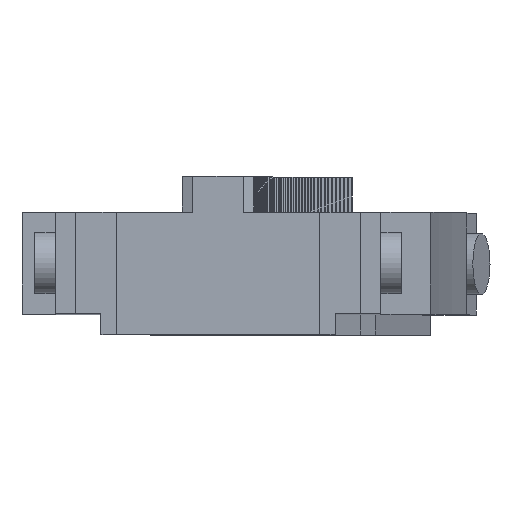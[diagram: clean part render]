
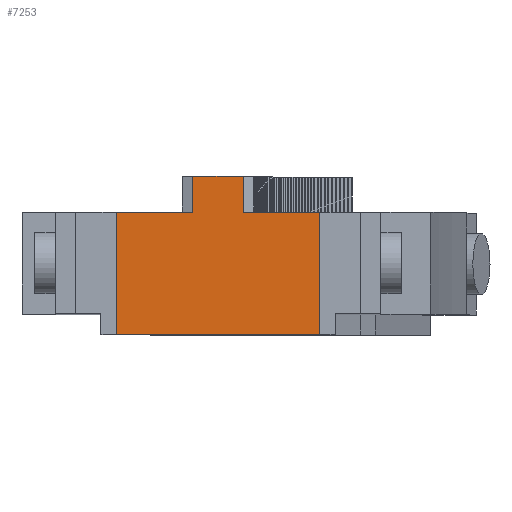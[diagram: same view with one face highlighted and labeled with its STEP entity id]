
A CAD part, top view. The second image highlights one B-rep face of the part: STEP entity #7253.
In plain terms, the highlighted planar face has unit normal (0, 0, 1).
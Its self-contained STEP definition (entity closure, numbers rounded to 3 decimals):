
#32 = PLANE('',#33);
#33 = AXIS2_PLACEMENT_3D('',#34,#35,#36);
#34 = CARTESIAN_POINT('',(-7.273,3.4,-29.992));
#35 = DIRECTION('',(0.,1.,0.));
#36 = DIRECTION('',(-0.28,0.,0.96));
#5696 = VERTEX_POINT('',#5697);
#5697 = CARTESIAN_POINT('',(-0.985,3.4,29.592));
#5716 = CYLINDRICAL_SURFACE('',#5717,198.);
#5717 = AXIS2_PLACEMENT_3D('',#5718,#5719,#5720);
#5718 = CARTESIAN_POINT('',(197.015,6.2,29.592));
#5719 = DIRECTION('',(0.,-1.,0.));
#5720 = DIRECTION('',(-1.,0.,0.));
#5728 = EDGE_CURVE('',#5729,#5696,#5731,.T.);
#5729 = VERTEX_POINT('',#5730);
#5730 = CARTESIAN_POINT('',(5.015,3.4,29.592));
#5731 = SURFACE_CURVE('',#5732,(#5736,#5743),.PCURVE_S1.);
#5732 = LINE('',#5733,#5734);
#5733 = CARTESIAN_POINT('',(9.815,3.4,29.592));
#5734 = VECTOR('',#5735,1.);
#5735 = DIRECTION('',(-1.,0.,0.));
#5736 = PCURVE('',#32,#5737);
#5737 = DEFINITIONAL_REPRESENTATION('',(#5738),#5742);
#5738 = LINE('',#5739,#5740);
#5739 = CARTESIAN_POINT('',(52.416,33.088));
#5740 = VECTOR('',#5741,1.);
#5741 = DIRECTION('',(0.28,-0.96));
#5742 = ( GEOMETRIC_REPRESENTATION_CONTEXT(2) 
PARAMETRIC_REPRESENTATION_CONTEXT() REPRESENTATION_CONTEXT('2D SPACE',''
  ) );
#5743 = PCURVE('',#5744,#5749);
#5744 = PLANE('',#5745);
#5745 = AXIS2_PLACEMENT_3D('',#5746,#5747,#5748);
#5746 = CARTESIAN_POINT('',(9.815,-4.6,29.592));
#5747 = DIRECTION('',(0.,0.,-1.));
#5748 = DIRECTION('',(0.,1.,0.));
#5749 = DEFINITIONAL_REPRESENTATION('',(#5750),#5754);
#5750 = LINE('',#5751,#5752);
#5751 = CARTESIAN_POINT('',(8.,0.));
#5752 = VECTOR('',#5753,1.);
#5753 = DIRECTION('',(0.,-1.));
#5754 = ( GEOMETRIC_REPRESENTATION_CONTEXT(2) 
PARAMETRIC_REPRESENTATION_CONTEXT() REPRESENTATION_CONTEXT('2D SPACE',''
  ) );
#5772 = PLANE('',#5773);
#5773 = AXIS2_PLACEMENT_3D('',#5774,#5775,#5776);
#5774 = CARTESIAN_POINT('',(5.015,3.4,29.192));
#5775 = DIRECTION('',(-1.,0.,0.));
#5776 = DIRECTION('',(0.,0.,1.));
#7144 = PLANE('',#7145);
#7145 = AXIS2_PLACEMENT_3D('',#7146,#7147,#7148);
#7146 = CARTESIAN_POINT('',(-2.985,-6.2,21.592));
#7147 = DIRECTION('',(0.,1.,0.));
#7148 = DIRECTION('',(1.,0.,0.));
#7209 = EDGE_CURVE('',#7210,#5729,#7212,.T.);
#7210 = VERTEX_POINT('',#7211);
#7211 = CARTESIAN_POINT('',(5.015,-6.2,29.592));
#7212 = SURFACE_CURVE('',#7213,(#7217,#7224),.PCURVE_S1.);
#7213 = LINE('',#7214,#7215);
#7214 = CARTESIAN_POINT('',(5.015,-0.6,29.592));
#7215 = VECTOR('',#7216,1.);
#7216 = DIRECTION('',(0.,1.,0.));
#7217 = PCURVE('',#5772,#7218);
#7218 = DEFINITIONAL_REPRESENTATION('',(#7219),#7223);
#7219 = LINE('',#7220,#7221);
#7220 = CARTESIAN_POINT('',(0.4,-4.));
#7221 = VECTOR('',#7222,1.);
#7222 = DIRECTION('',(0.,1.));
#7223 = ( GEOMETRIC_REPRESENTATION_CONTEXT(2) 
PARAMETRIC_REPRESENTATION_CONTEXT() REPRESENTATION_CONTEXT('2D SPACE',''
  ) );
#7224 = PCURVE('',#5744,#7225);
#7225 = DEFINITIONAL_REPRESENTATION('',(#7226),#7230);
#7226 = LINE('',#7227,#7228);
#7227 = CARTESIAN_POINT('',(4.,-4.8));
#7228 = VECTOR('',#7229,1.);
#7229 = DIRECTION('',(1.,0.));
#7230 = ( GEOMETRIC_REPRESENTATION_CONTEXT(2) 
PARAMETRIC_REPRESENTATION_CONTEXT() REPRESENTATION_CONTEXT('2D SPACE',''
  ) );
#7253 = ADVANCED_FACE('',(#7254),#5744,.F.);
#7254 = FACE_BOUND('',#7255,.F.);
#7255 = EDGE_LOOP('',(#7256,#7257,#7280,#7308,#7336,#7364,#7392,#7413));
#7256 = ORIENTED_EDGE('',*,*,#7209,.F.);
#7257 = ORIENTED_EDGE('',*,*,#7258,.F.);
#7258 = EDGE_CURVE('',#7259,#7210,#7261,.T.);
#7259 = VERTEX_POINT('',#7260);
#7260 = CARTESIAN_POINT('',(-10.985,-6.2,29.592));
#7261 = SURFACE_CURVE('',#7262,(#7266,#7273),.PCURVE_S1.);
#7262 = LINE('',#7263,#7264);
#7263 = CARTESIAN_POINT('',(-15.785,-6.2,29.592));
#7264 = VECTOR('',#7265,1.);
#7265 = DIRECTION('',(1.,0.,0.));
#7266 = PCURVE('',#5744,#7267);
#7267 = DEFINITIONAL_REPRESENTATION('',(#7268),#7272);
#7268 = LINE('',#7269,#7270);
#7269 = CARTESIAN_POINT('',(-1.6,-25.6));
#7270 = VECTOR('',#7271,1.);
#7271 = DIRECTION('',(0.,1.));
#7272 = ( GEOMETRIC_REPRESENTATION_CONTEXT(2) 
PARAMETRIC_REPRESENTATION_CONTEXT() REPRESENTATION_CONTEXT('2D SPACE',''
  ) );
#7273 = PCURVE('',#7144,#7274);
#7274 = DEFINITIONAL_REPRESENTATION('',(#7275),#7279);
#7275 = LINE('',#7276,#7277);
#7276 = CARTESIAN_POINT('',(-12.8,-8.));
#7277 = VECTOR('',#7278,1.);
#7278 = DIRECTION('',(1.,0.));
#7279 = ( GEOMETRIC_REPRESENTATION_CONTEXT(2) 
PARAMETRIC_REPRESENTATION_CONTEXT() REPRESENTATION_CONTEXT('2D SPACE',''
  ) );
#7280 = ORIENTED_EDGE('',*,*,#7281,.T.);
#7281 = EDGE_CURVE('',#7259,#7282,#7284,.T.);
#7282 = VERTEX_POINT('',#7283);
#7283 = CARTESIAN_POINT('',(-10.985,3.4,29.592));
#7284 = SURFACE_CURVE('',#7285,(#7289,#7296),.PCURVE_S1.);
#7285 = LINE('',#7286,#7287);
#7286 = CARTESIAN_POINT('',(-10.985,-0.6,29.592));
#7287 = VECTOR('',#7288,1.);
#7288 = DIRECTION('',(0.,1.,0.));
#7289 = PCURVE('',#5744,#7290);
#7290 = DEFINITIONAL_REPRESENTATION('',(#7291),#7295);
#7291 = LINE('',#7292,#7293);
#7292 = CARTESIAN_POINT('',(4.,-20.8));
#7293 = VECTOR('',#7294,1.);
#7294 = DIRECTION('',(1.,0.));
#7295 = ( GEOMETRIC_REPRESENTATION_CONTEXT(2) 
PARAMETRIC_REPRESENTATION_CONTEXT() REPRESENTATION_CONTEXT('2D SPACE',''
  ) );
#7296 = PCURVE('',#7297,#7302);
#7297 = PLANE('',#7298);
#7298 = AXIS2_PLACEMENT_3D('',#7299,#7300,#7301);
#7299 = CARTESIAN_POINT('',(-10.985,3.4,29.192));
#7300 = DIRECTION('',(-1.,0.,0.));
#7301 = DIRECTION('',(0.,0.,1.));
#7302 = DEFINITIONAL_REPRESENTATION('',(#7303),#7307);
#7303 = LINE('',#7304,#7305);
#7304 = CARTESIAN_POINT('',(0.4,-4.));
#7305 = VECTOR('',#7306,1.);
#7306 = DIRECTION('',(0.,1.));
#7307 = ( GEOMETRIC_REPRESENTATION_CONTEXT(2) 
PARAMETRIC_REPRESENTATION_CONTEXT() REPRESENTATION_CONTEXT('2D SPACE',''
  ) );
#7308 = ORIENTED_EDGE('',*,*,#7309,.F.);
#7309 = EDGE_CURVE('',#7310,#7282,#7312,.T.);
#7310 = VERTEX_POINT('',#7311);
#7311 = CARTESIAN_POINT('',(-4.985,3.4,29.592));
#7312 = SURFACE_CURVE('',#7313,(#7317,#7324),.PCURVE_S1.);
#7313 = LINE('',#7314,#7315);
#7314 = CARTESIAN_POINT('',(9.815,3.4,29.592));
#7315 = VECTOR('',#7316,1.);
#7316 = DIRECTION('',(-1.,0.,0.));
#7317 = PCURVE('',#5744,#7318);
#7318 = DEFINITIONAL_REPRESENTATION('',(#7319),#7323);
#7319 = LINE('',#7320,#7321);
#7320 = CARTESIAN_POINT('',(8.,0.));
#7321 = VECTOR('',#7322,1.);
#7322 = DIRECTION('',(0.,-1.));
#7323 = ( GEOMETRIC_REPRESENTATION_CONTEXT(2) 
PARAMETRIC_REPRESENTATION_CONTEXT() REPRESENTATION_CONTEXT('2D SPACE',''
  ) );
#7324 = PCURVE('',#7325,#7330);
#7325 = PLANE('',#7326);
#7326 = AXIS2_PLACEMENT_3D('',#7327,#7328,#7329);
#7327 = CARTESIAN_POINT('',(-7.273,3.4,-29.992));
#7328 = DIRECTION('',(0.,1.,0.));
#7329 = DIRECTION('',(-0.28,0.,0.96));
#7330 = DEFINITIONAL_REPRESENTATION('',(#7331),#7335);
#7331 = LINE('',#7332,#7333);
#7332 = CARTESIAN_POINT('',(52.416,33.088));
#7333 = VECTOR('',#7334,1.);
#7334 = DIRECTION('',(0.28,-0.96));
#7335 = ( GEOMETRIC_REPRESENTATION_CONTEXT(2) 
PARAMETRIC_REPRESENTATION_CONTEXT() REPRESENTATION_CONTEXT('2D SPACE',''
  ) );
#7336 = ORIENTED_EDGE('',*,*,#7337,.T.);
#7337 = EDGE_CURVE('',#7310,#7338,#7340,.T.);
#7338 = VERTEX_POINT('',#7339);
#7339 = CARTESIAN_POINT('',(-4.985,6.2,29.592));
#7340 = SURFACE_CURVE('',#7341,(#7345,#7352),.PCURVE_S1.);
#7341 = LINE('',#7342,#7343);
#7342 = CARTESIAN_POINT('',(-4.985,3.4,29.592));
#7343 = VECTOR('',#7344,1.);
#7344 = DIRECTION('',(0.,1.,0.));
#7345 = PCURVE('',#5744,#7346);
#7346 = DEFINITIONAL_REPRESENTATION('',(#7347),#7351);
#7347 = LINE('',#7348,#7349);
#7348 = CARTESIAN_POINT('',(8.,-14.8));
#7349 = VECTOR('',#7350,1.);
#7350 = DIRECTION('',(1.,0.));
#7351 = ( GEOMETRIC_REPRESENTATION_CONTEXT(2) 
PARAMETRIC_REPRESENTATION_CONTEXT() REPRESENTATION_CONTEXT('2D SPACE',''
  ) );
#7352 = PCURVE('',#7353,#7358);
#7353 = CYLINDRICAL_SURFACE('',#7354,202.);
#7354 = AXIS2_PLACEMENT_3D('',#7355,#7356,#7357);
#7355 = CARTESIAN_POINT('',(197.015,3.4,29.592));
#7356 = DIRECTION('',(0.,1.,0.));
#7357 = DIRECTION('',(-1.,0.,0.));
#7358 = DEFINITIONAL_REPRESENTATION('',(#7359),#7363);
#7359 = LINE('',#7360,#7361);
#7360 = CARTESIAN_POINT('',(-0.,0.));
#7361 = VECTOR('',#7362,1.);
#7362 = DIRECTION('',(-0.,1.));
#7363 = ( GEOMETRIC_REPRESENTATION_CONTEXT(2) 
PARAMETRIC_REPRESENTATION_CONTEXT() REPRESENTATION_CONTEXT('2D SPACE',''
  ) );
#7364 = ORIENTED_EDGE('',*,*,#7365,.T.);
#7365 = EDGE_CURVE('',#7338,#7366,#7368,.T.);
#7366 = VERTEX_POINT('',#7367);
#7367 = CARTESIAN_POINT('',(-0.985,6.2,29.592));
#7368 = SURFACE_CURVE('',#7369,(#7373,#7380),.PCURVE_S1.);
#7369 = LINE('',#7370,#7371);
#7370 = CARTESIAN_POINT('',(-4.985,6.2,29.592));
#7371 = VECTOR('',#7372,1.);
#7372 = DIRECTION('',(1.,0.,0.));
#7373 = PCURVE('',#5744,#7374);
#7374 = DEFINITIONAL_REPRESENTATION('',(#7375),#7379);
#7375 = LINE('',#7376,#7377);
#7376 = CARTESIAN_POINT('',(10.8,-14.8));
#7377 = VECTOR('',#7378,1.);
#7378 = DIRECTION('',(0.,1.));
#7379 = ( GEOMETRIC_REPRESENTATION_CONTEXT(2) 
PARAMETRIC_REPRESENTATION_CONTEXT() REPRESENTATION_CONTEXT('2D SPACE',''
  ) );
#7380 = PCURVE('',#7381,#7386);
#7381 = PLANE('',#7382);
#7382 = AXIS2_PLACEMENT_3D('',#7383,#7384,#7385);
#7383 = CARTESIAN_POINT('',(-0.975,6.2,1.308));
#7384 = DIRECTION('',(0.,-1.,0.));
#7385 = DIRECTION('',(0.141,0.,-0.99)
  );
#7386 = DEFINITIONAL_REPRESENTATION('',(#7387),#7391);
#7387 = LINE('',#7388,#7389);
#7388 = CARTESIAN_POINT('',(-28.567,0.03));
#7389 = VECTOR('',#7390,1.);
#7390 = DIRECTION('',(0.141,0.99));
#7391 = ( GEOMETRIC_REPRESENTATION_CONTEXT(2) 
PARAMETRIC_REPRESENTATION_CONTEXT() REPRESENTATION_CONTEXT('2D SPACE',''
  ) );
#7392 = ORIENTED_EDGE('',*,*,#7393,.T.);
#7393 = EDGE_CURVE('',#7366,#5696,#7394,.T.);
#7394 = SURFACE_CURVE('',#7395,(#7399,#7406),.PCURVE_S1.);
#7395 = LINE('',#7396,#7397);
#7396 = CARTESIAN_POINT('',(-0.985,6.2,29.592));
#7397 = VECTOR('',#7398,1.);
#7398 = DIRECTION('',(0.,-1.,0.));
#7399 = PCURVE('',#5744,#7400);
#7400 = DEFINITIONAL_REPRESENTATION('',(#7401),#7405);
#7401 = LINE('',#7402,#7403);
#7402 = CARTESIAN_POINT('',(10.8,-10.8));
#7403 = VECTOR('',#7404,1.);
#7404 = DIRECTION('',(-1.,0.));
#7405 = ( GEOMETRIC_REPRESENTATION_CONTEXT(2) 
PARAMETRIC_REPRESENTATION_CONTEXT() REPRESENTATION_CONTEXT('2D SPACE',''
  ) );
#7406 = PCURVE('',#5716,#7407);
#7407 = DEFINITIONAL_REPRESENTATION('',(#7408),#7412);
#7408 = LINE('',#7409,#7410);
#7409 = CARTESIAN_POINT('',(0.,0.));
#7410 = VECTOR('',#7411,1.);
#7411 = DIRECTION('',(0.,1.));
#7412 = ( GEOMETRIC_REPRESENTATION_CONTEXT(2) 
PARAMETRIC_REPRESENTATION_CONTEXT() REPRESENTATION_CONTEXT('2D SPACE',''
  ) );
#7413 = ORIENTED_EDGE('',*,*,#5728,.F.);
